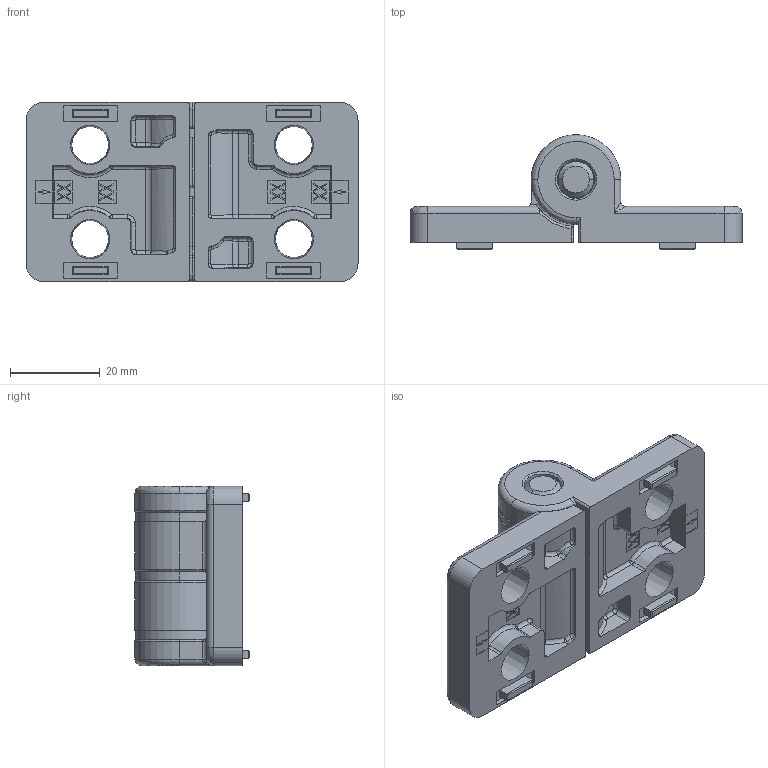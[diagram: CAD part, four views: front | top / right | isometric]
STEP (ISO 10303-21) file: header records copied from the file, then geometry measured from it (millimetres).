
FILE_DESCRIPTION(('STEP AP214'),'1');
FILE_NAME('fath_095z4040f08s.stp','2017-04-24T02:23:29',('TraceParts'),('TraceParts S.A.'),'Spatial InterOp 3D',' ',' ');
FILE_SCHEMA(('automotive_design'));
Length unit declared in the file: millimetre
Products named in the file (6): fath_095z4040f08s_1; fath_095z4040f08s_2; fath_095z4040f08s_3; fath_095z4040f08s_4; fath_095z4040f08s_5; fath_095z4040f08s_6
Bounding box: 74 x 25.5 x 40 mm (x, y, z)
Volume: 28395.8 mm3; surface area: 16715 mm2
Topology: 6 solids, 6 shells, 512 faces, 1292 edges, 812 vertices
Faces by surface type: plane 266, cylinder 110, bspline 104, cone 32
Entity records: 21512 total; most frequent: CARTESIAN_POINT 5634, ORIENTED_EDGE 2572, DIRECTION 2182, EDGE_CURVE 1286, VERTEX_POINT 812, LINE 810, VECTOR 810, AXIS2_PLACEMENT_3D 686
